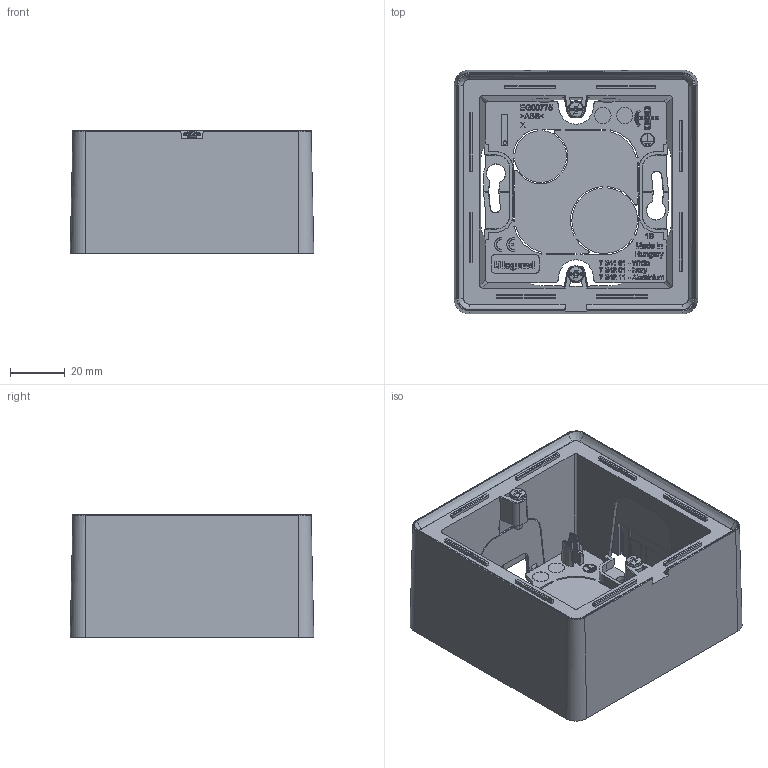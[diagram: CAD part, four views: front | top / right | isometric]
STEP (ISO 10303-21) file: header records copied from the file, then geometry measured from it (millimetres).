
FILE_DESCRIPTION(('CATIA V5 STEP Exchange','CAx-IF Rec.Pracs.--- Model Styling and Organization---1.4--- 2014-01-23'),'2;1');
FILE_NAME('754191_AllCATPart.stp','2020-02-13T11:00:32+00:00',('none'),('none'),'CATIA Version 5-6 Release 2017 SP3','CATIA V5 STEP AP214','none');
FILE_SCHEMA(('AUTOMOTIVE_DESIGN { 1 0 10303 214 1 1 1 1 }'));
Products named in the file (1): 754191_AllCATPart
Bounding box: 89 x 89 x 44.8 mm (x, y, z)
Volume: 58151.1 mm3; surface area: 66200.5 mm2
Topology: 1 solids, 1 shells, 11456 faces, 33706 edges, 22354 vertices
Faces by surface type: plane 10845, cylinder 264, bspline 158, cone 111, torus 47, sphere 26, extrusion 5
Entity records: 390172 total; most frequent: CARTESIAN_POINT 82723, ORIENTED_EDGE 67344, DIRECTION 52049, EDGE_CURVE 33672, VECTOR 30075, LINE 30070, VERTEX_POINT 22354, EDGE_LOOP 11636
